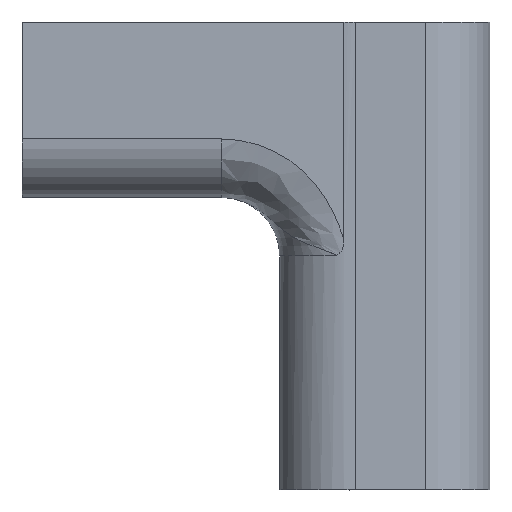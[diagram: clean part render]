
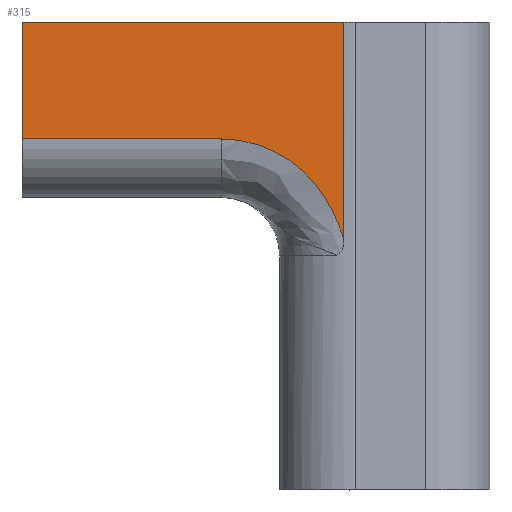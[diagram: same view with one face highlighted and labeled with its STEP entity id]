
A CAD part, top view. The second image highlights one B-rep face of the part: STEP entity #315.
In plain terms, the highlighted planar face has unit normal (0, 0, 1).
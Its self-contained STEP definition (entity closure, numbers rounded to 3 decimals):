
#22=B_SPLINE_CURVE_WITH_KNOTS('',3,(#640,#641,#642,#643,#644,#645,#646,
#647,#648,#649),.UNSPECIFIED.,.F.,.F.,(4,1,1,1,1,1,1,4),(6.344,
6.801,7.029,7.258,7.372,7.486,
7.714,7.799),.UNSPECIFIED.);
#42=FACE_OUTER_BOUND('',#61,.T.);
#61=EDGE_LOOP('',(#249,#250,#251,#252,#253));
#79=LINE('',#525,#102);
#81=LINE('',#554,#104);
#85=LINE('',#566,#108);
#87=LINE('',#745,#110);
#102=VECTOR('',#400,10.);
#104=VECTOR('',#416,10.);
#108=VECTOR('',#426,10.);
#110=VECTOR('',#430,10.);
#145=VERTEX_POINT('',#522);
#146=VERTEX_POINT('',#524);
#151=VERTEX_POINT('',#551);
#152=VERTEX_POINT('',#553);
#156=VERTEX_POINT('',#563);
#177=EDGE_CURVE('',#146,#145,#79,.T.);
#184=EDGE_CURVE('',#152,#151,#81,.T.);
#190=EDGE_CURVE('',#151,#156,#85,.T.);
#192=EDGE_CURVE('',#156,#146,#22,.T.);
#194=EDGE_CURVE('',#145,#152,#87,.T.);
#249=ORIENTED_EDGE('',*,*,#192,.T.);
#250=ORIENTED_EDGE('',*,*,#177,.T.);
#251=ORIENTED_EDGE('',*,*,#194,.T.);
#252=ORIENTED_EDGE('',*,*,#184,.T.);
#253=ORIENTED_EDGE('',*,*,#190,.T.);
#300=PLANE('',#359);
#315=ADVANCED_FACE('',(#42),#300,.T.);
#359=AXIS2_PLACEMENT_3D('',#744,#428,#429);
#400=DIRECTION('',(0.,1.,0.));
#416=DIRECTION('',(0.,-1.,0.));
#426=DIRECTION('',(1.,0.,0.));
#428=DIRECTION('center_axis',(0.,0.,1.));
#429=DIRECTION('ref_axis',(-1.,0.,0.));
#430=DIRECTION('',(-1.,0.,0.));
#522=CARTESIAN_POINT('',(172.5,304.5,98.479));
#524=CARTESIAN_POINT('',(172.5,285.907,98.479));
#525=CARTESIAN_POINT('',(172.5,263.5,98.479));
#551=CARTESIAN_POINT('',(145.,294.5,98.479));
#553=CARTESIAN_POINT('',(145.,304.5,98.479));
#554=CARTESIAN_POINT('',(145.,304.5,98.479));
#563=CARTESIAN_POINT('',(162.044,294.5,98.479));
#566=CARTESIAN_POINT('',(165.625,294.5,98.479));
#640=CARTESIAN_POINT('Ctrl Pts',(162.044,294.5,98.479));
#641=CARTESIAN_POINT('Ctrl Pts',(163.567,294.5,98.479));
#642=CARTESIAN_POINT('Ctrl Pts',(165.848,293.971,98.479));
#643=CARTESIAN_POINT('Ctrl Pts',(168.443,292.339,98.479));
#644=CARTESIAN_POINT('Ctrl Pts',(169.807,290.996,98.479));
#645=CARTESIAN_POINT('Ctrl Pts',(170.718,289.773,98.479));
#646=CARTESIAN_POINT('Ctrl Pts',(171.508,288.468,98.479));
#647=CARTESIAN_POINT('Ctrl Pts',(172.081,287.161,98.479));
#648=CARTESIAN_POINT('Ctrl Pts',(172.416,286.174,98.479));
#649=CARTESIAN_POINT('Ctrl Pts',(172.5,285.906,98.479));
#744=CARTESIAN_POINT('Origin',(172.5,304.5,98.479));
#745=CARTESIAN_POINT('',(137.5,304.5,98.479));
